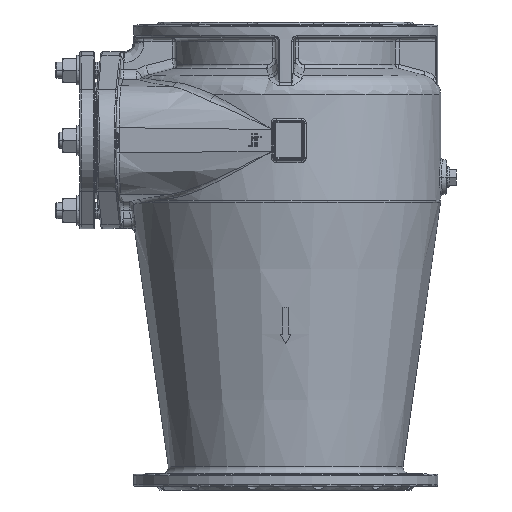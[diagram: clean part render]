
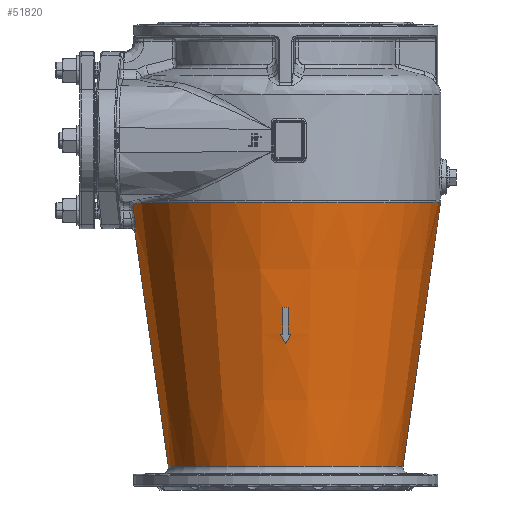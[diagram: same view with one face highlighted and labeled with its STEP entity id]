
A CAD part, front view. The second image highlights one B-rep face of the part: STEP entity #51820.
In plain terms, the highlighted conical face has half-angle 8.12 degrees and reference radius 203.62 mm.
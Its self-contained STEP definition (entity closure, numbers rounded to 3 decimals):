
#18308=DIRECTION('',(0.141,0.,0.99));
#18309=VECTOR('',#18308,397.583);
#18310=CARTESIAN_POINT('',(175.54,0.,
-487.205));
#18311=LINE('',#18310,#18309);
#18350=CARTESIAN_POINT('',(-225.415,0.,
-137.652));
#18356=DIRECTION('',(-0.141,0.,0.99));
#18357=VECTOR('',#18356,353.092);
#18358=CARTESIAN_POINT('',(-175.54,0.,
-487.205));
#18359=LINE('',#18358,#18357);
#18795=CARTESIAN_POINT('',(0.,0.,-487.205));
#18796=DIRECTION('',(0.,0.,1.));
#18797=DIRECTION('',(-1.,0.,0.));
#18798=AXIS2_PLACEMENT_3D('',#18795,#18796,#18797);
#18800=CARTESIAN_POINT('',(-224.918,-17.227,
-136.519));
#18801=CARTESIAN_POINT('',(-225.083,-14.36,
-136.898));
#18802=CARTESIAN_POINT('',(-225.332,-8.62,
-137.464));
#18803=CARTESIAN_POINT('',(-225.415,-2.874,
-137.652));
#18804=CARTESIAN_POINT('',(-225.415,0.,
-137.652));
#18806=CARTESIAN_POINT('',(-225.839,-35.088,
-115.691));
#18807=CARTESIAN_POINT('',(-225.59,-35.087,
-117.417));
#18808=CARTESIAN_POINT('',(-225.17,-34.686,
-120.758));
#18809=CARTESIAN_POINT('',(-224.744,-32.893,
-125.6));
#18810=CARTESIAN_POINT('',(-224.543,-30.052,
-129.783));
#18811=CARTESIAN_POINT('',(-224.529,-26.36,
-133.137));
#18812=CARTESIAN_POINT('',(-224.666,-21.954,
-135.505));
#18813=CARTESIAN_POINT('',(-224.824,-18.849,
-136.305));
#18814=CARTESIAN_POINT('',(-224.918,-17.227,
-136.519));
#18816=CARTESIAN_POINT('',(-227.406,-35.094,
-104.833));
#18817=CARTESIAN_POINT('',(-227.232,-35.093,
-106.038));
#18818=CARTESIAN_POINT('',(-226.884,-35.092,
-108.448));
#18819=CARTESIAN_POINT('',(-226.362,-35.09,
-112.068));
#18820=CARTESIAN_POINT('',(-226.013,-35.089,
-114.483));
#18821=CARTESIAN_POINT('',(-225.839,-35.088,
-115.691));
#18823=CARTESIAN_POINT('',(-227.245,-43.554,
-95.839));
#18824=CARTESIAN_POINT('',(-227.386,-42.796,
-95.868));
#18825=CARTESIAN_POINT('',(-227.622,-41.336,
-96.116));
#18826=CARTESIAN_POINT('',(-227.852,-39.254,
-97.063));
#18827=CARTESIAN_POINT('',(-227.938,-37.49,
-98.515));
#18828=CARTESIAN_POINT('',(-227.887,-36.135,
-100.377));
#18829=CARTESIAN_POINT('',(-227.706,-35.285,
-102.548));
#18830=CARTESIAN_POINT('',(-227.518,-35.095,
-104.054));
#18831=CARTESIAN_POINT('',(-227.406,-35.094,
-104.833));
#18833=CARTESIAN_POINT('',(-215.85,-84.222,
-93.608));
#18834=CARTESIAN_POINT('',(-218.351,-77.624,
-94.086));
#18835=CARTESIAN_POINT('',(-222.761,-64.212,
-94.943));
#18836=CARTESIAN_POINT('',(-225.955,-50.477,
-95.58));
#18837=CARTESIAN_POINT('',(-227.245,-43.554,
-95.839));
#18839=CARTESIAN_POINT('',(0.,0.,-93.608));
#18840=DIRECTION('',(0.,0.,1.));
#18841=DIRECTION('',(-0.932,-0.363,0.));
#18842=AXIS2_PLACEMENT_3D('',#18839,#18840,#18841);
#18844=CARTESIAN_POINT('',(0.,0.,-250.));
#18845=DIRECTION('',(0.,0.,1.));
#18846=DIRECTION('',(-0.019,-1.,0.));
#18847=AXIS2_PLACEMENT_3D('',#18844,#18845,#18846);
#18849=CARTESIAN_POINT('',(-4.,-203.638,-290.));
#18850=CARTESIAN_POINT('',(-4.,-204.588,-283.347));
#18851=CARTESIAN_POINT('',(-4.,-206.489,-270.028));
#18852=CARTESIAN_POINT('',(-4.,-208.393,-256.681));
#18853=CARTESIAN_POINT('',(-4.,-209.347,-250.));
#18855=CARTESIAN_POINT('',(0.,0.,-290.));
#18856=DIRECTION('',(0.,0.,1.));
#18857=DIRECTION('',(-0.039,-0.999,0.));
#18858=AXIS2_PLACEMENT_3D('',#18855,#18856,#18857);
#18860=CARTESIAN_POINT('',(-8.,-203.521,-290.));
#18861=CARTESIAN_POINT('',(-5.33,-202.965,
-294.624));
#18862=CARTESIAN_POINT('',(-2.664,-202.359,
-299.243));
#18863=CARTESIAN_POINT('',(0.,-201.701,
-303.856));
#18865=CARTESIAN_POINT('',(0.,-201.701,
-303.856));
#18866=CARTESIAN_POINT('',(2.664,-202.359,
-299.243));
#18867=CARTESIAN_POINT('',(5.33,-202.965,
-294.624));
#18868=CARTESIAN_POINT('',(8.,-203.521,-290.));
#18870=CARTESIAN_POINT('',(0.,0.,-290.));
#18871=DIRECTION('',(0.,0.,1.));
#18872=DIRECTION('',(0.02,-1.,0.));
#18873=AXIS2_PLACEMENT_3D('',#18870,#18871,#18872);
#18875=CARTESIAN_POINT('',(4.,-209.347,-250.));
#18876=CARTESIAN_POINT('',(4.,-208.393,-256.68));
#18877=CARTESIAN_POINT('',(4.,-206.489,-270.028));
#18878=CARTESIAN_POINT('',(4.,-204.588,-283.347));
#18879=CARTESIAN_POINT('',(4.,-203.638,-290.));
#23510=CARTESIAN_POINT('',(-4.,-209.347,-250.));
#23511=CARTESIAN_POINT('',(4.,-209.347,-250.));
#23512=VERTEX_POINT('',#23510);
#23513=VERTEX_POINT('',#23511);
#23514=VERTEX_POINT('',#18879);
#23515=CARTESIAN_POINT('',(8.,-203.521,-290.));
#23516=VERTEX_POINT('',#23515);
#23517=VERTEX_POINT('',#18865);
#23518=VERTEX_POINT('',#18860);
#23519=CARTESIAN_POINT('',(-4.,-203.638,-290.));
#23520=VERTEX_POINT('',#23519);
#25967=VERTEX_POINT('',#18350);
#25969=VERTEX_POINT('',#18800);
#25971=VERTEX_POINT('',#18806);
#25973=VERTEX_POINT('',#18816);
#25975=VERTEX_POINT('',#18823);
#25977=VERTEX_POINT('',#18833);
#25982=CARTESIAN_POINT('',(231.699,0.,
-93.608));
#25983=VERTEX_POINT('',#25982);
#26120=CARTESIAN_POINT('',(-175.54,0.,-487.205));
#26121=CARTESIAN_POINT('',(175.54,0.,
-487.205));
#26122=VERTEX_POINT('',#26120);
#26123=VERTEX_POINT('',#26121);
#51785=CARTESIAN_POINT('',(0.,0.,-290.406));
#51786=DIRECTION('',(0.,0.,1.));
#51787=DIRECTION('',(-1.,0.,0.));
#51788=AXIS2_PLACEMENT_3D('',#51785,#51786,#51787);
#51789=CONICAL_SURFACE('',#51788,203.62,8.12);
#51790=ORIENTED_EDGE('',*,*,#51779,.F.);
#51791=ORIENTED_EDGE('',*,*,#51617,.T.);
#51793=ORIENTED_EDGE('',*,*,#51792,.F.);
#51795=ORIENTED_EDGE('',*,*,#51794,.F.);
#51797=ORIENTED_EDGE('',*,*,#51796,.F.);
#51798=ORIENTED_EDGE('',*,*,#51506,.F.);
#51799=ORIENTED_EDGE('',*,*,#51537,.F.);
#51800=ORIENTED_EDGE('',*,*,#51592,.T.);
#51801=ORIENTED_EDGE('',*,*,#51606,.F.);
#51802=EDGE_LOOP('',(#51790,#51791,#51793,#51795,#51797,#51798,#51799,#51800,
#51801));
#51803=FACE_OUTER_BOUND('',#51802,.F.);
#51805=ORIENTED_EDGE('',*,*,#51804,.F.);
#51807=ORIENTED_EDGE('',*,*,#51806,.F.);
#51809=ORIENTED_EDGE('',*,*,#51808,.F.);
#51811=ORIENTED_EDGE('',*,*,#51810,.T.);
#51813=ORIENTED_EDGE('',*,*,#51812,.T.);
#51815=ORIENTED_EDGE('',*,*,#51814,.F.);
#51817=ORIENTED_EDGE('',*,*,#51816,.F.);
#51818=EDGE_LOOP('',(#51805,#51807,#51809,#51811,#51813,#51815,#51817));
#51819=FACE_BOUND('',#51818,.F.);
#18799=CIRCLE('',#18798,175.54);
#18805=B_SPLINE_CURVE_WITH_KNOTS('',3,(#18800,#18801,#18802,#18803,#18804),
.UNSPECIFIED.,.F.,.F.,(4,1,4),(0.,0.5,1.),.UNSPECIFIED.);
#18815=B_SPLINE_CURVE_WITH_KNOTS('',3,(#18806,#18807,#18808,#18809,#18810,
#18811,#18812,#18813,#18814),.UNSPECIFIED.,.F.,.F.,(4,1,1,1,1,1,4),(0.,
0.167,0.333,0.5,0.667,0.833,
1.),.UNSPECIFIED.);
#18822=B_SPLINE_CURVE_WITH_KNOTS('',3,(#18816,#18817,#18818,#18819,#18820,
#18821),.UNSPECIFIED.,.F.,.F.,(4,1,1,4),(0.,0.333,
0.667,1.),.UNSPECIFIED.);
#18832=B_SPLINE_CURVE_WITH_KNOTS('',3,(#18823,#18824,#18825,#18826,#18827,
#18828,#18829,#18830,#18831),.UNSPECIFIED.,.F.,.F.,(4,1,1,1,1,1,4),(0.,
0.167,0.333,0.5,0.667,0.833,
1.),.UNSPECIFIED.);
#18838=B_SPLINE_CURVE_WITH_KNOTS('',3,(#18833,#18834,#18835,#18836,#18837),
.UNSPECIFIED.,.F.,.F.,(4,1,4),(0.,0.5,1.),.UNSPECIFIED.);
#18843=CIRCLE('',#18842,231.699);
#18848=CIRCLE('',#18847,209.385);
#18854=B_SPLINE_CURVE_WITH_KNOTS('',3,(#18849,#18850,#18851,#18852,#18853),
.UNSPECIFIED.,.F.,.F.,(4,1,4),(0.,0.5,1.),.UNSPECIFIED.);
#18859=CIRCLE('',#18858,203.678);
#18864=B_SPLINE_CURVE_WITH_KNOTS('',3,(#18860,#18861,#18862,#18863),
.UNSPECIFIED.,.F.,.F.,(4,4),(0.,1.),.UNSPECIFIED.);
#18869=B_SPLINE_CURVE_WITH_KNOTS('',3,(#18865,#18866,#18867,#18868),
.UNSPECIFIED.,.F.,.F.,(4,4),(0.,1.),.UNSPECIFIED.);
#18874=CIRCLE('',#18873,203.678);
#18880=B_SPLINE_CURVE_WITH_KNOTS('',3,(#18875,#18876,#18877,#18878,#18879),
.UNSPECIFIED.,.F.,.F.,(4,1,4),(0.,0.5,1.),.UNSPECIFIED.);
#51506=EDGE_CURVE('',#25975,#25973,#18832,.T.);
#51537=EDGE_CURVE('',#25977,#25975,#18838,.T.);
#51592=EDGE_CURVE('',#25977,#25983,#18843,.T.);
#51606=EDGE_CURVE('',#26123,#25983,#18311,.T.);
#51617=EDGE_CURVE('',#26122,#25967,#18359,.T.);
#51779=EDGE_CURVE('',#26122,#26123,#18799,.T.);
#51792=EDGE_CURVE('',#25969,#25967,#18805,.T.);
#51794=EDGE_CURVE('',#25971,#25969,#18815,.T.);
#51796=EDGE_CURVE('',#25973,#25971,#18822,.T.);
#51804=EDGE_CURVE('',#23512,#23513,#18848,.T.);
#51806=EDGE_CURVE('',#23520,#23512,#18854,.T.);
#51808=EDGE_CURVE('',#23518,#23520,#18859,.T.);
#51810=EDGE_CURVE('',#23518,#23517,#18864,.T.);
#51812=EDGE_CURVE('',#23517,#23516,#18869,.T.);
#51814=EDGE_CURVE('',#23514,#23516,#18874,.T.);
#51816=EDGE_CURVE('',#23513,#23514,#18880,.T.);
#51820=ADVANCED_FACE('',(#51803,#51819),#51789,.T.);
